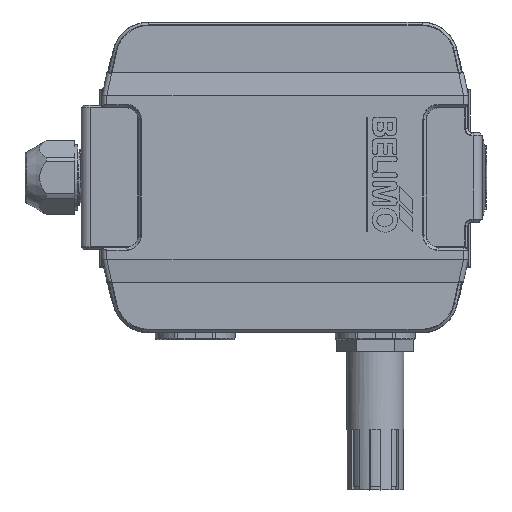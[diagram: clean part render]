
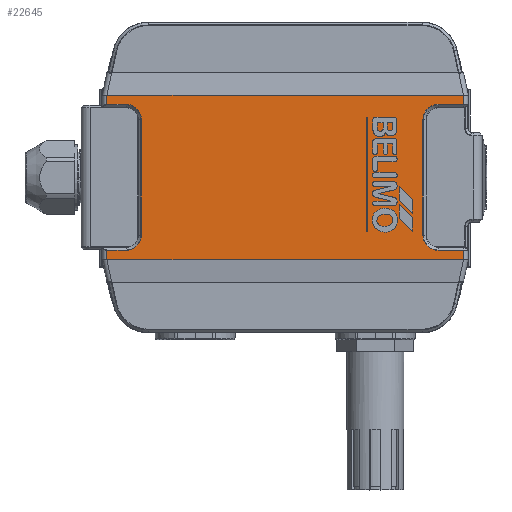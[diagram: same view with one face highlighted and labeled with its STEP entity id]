
A CAD part, top view. The second image highlights one B-rep face of the part: STEP entity #22645.
In plain terms, the highlighted planar face has unit normal (0, 0, 1).
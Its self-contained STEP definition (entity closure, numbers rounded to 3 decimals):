
#8217=FACE_OUTER_BOUND('',#27936,.T.);
#11595=PLANE('',#77053);
#12457=ELLIPSE('',#77047,11.9,1.53);
#12458=ELLIPSE('',#77048,11.9,1.53);
#12459=ELLIPSE('',#77051,11.9,1.53);
#12460=ELLIPSE('',#77052,11.9,1.53);
#15237=LINE('',#158072,#18354);
#15238=LINE('',#158075,#18355);
#15239=LINE('',#158079,#18356);
#15240=LINE('',#158083,#18357);
#15241=LINE('',#158085,#18358);
#15242=LINE('',#158089,#18359);
#15243=LINE('',#158093,#18360);
#15244=LINE('',#158095,#18361);
#15245=LINE('',#158099,#18362);
#15246=LINE('',#158103,#18363);
#15247=LINE('',#158105,#18364);
#15248=LINE('',#158109,#18365);
#18354=VECTOR('',#95158,1.);
#18355=VECTOR('',#95159,1.);
#18356=VECTOR('',#95162,1.);
#18357=VECTOR('',#95165,1.);
#18358=VECTOR('',#95166,1.);
#18359=VECTOR('',#95169,1.);
#18360=VECTOR('',#95172,1.);
#18361=VECTOR('',#95173,1.);
#18362=VECTOR('',#95176,1.);
#18363=VECTOR('',#95179,1.);
#18364=VECTOR('',#95180,1.);
#18365=VECTOR('',#95183,1.);
#22645=ADVANCED_FACE('',(#8217),#11595,.T.);
#27936=EDGE_LOOP('',(#46811,#46812,#46813,#46814,#46815,#46816,#46817,#46818,
#46819,#46820,#46821,#46822,#46823,#46824,#46825,#46826,#46827,#46828,#46829,
#46830));
#46811=ORIENTED_EDGE('',*,*,#64371,.T.);
#46812=ORIENTED_EDGE('',*,*,#64372,.T.);
#46813=ORIENTED_EDGE('',*,*,#64373,.T.);
#46814=ORIENTED_EDGE('',*,*,#64374,.T.);
#46815=ORIENTED_EDGE('',*,*,#64375,.T.);
#46816=ORIENTED_EDGE('',*,*,#64376,.T.);
#46817=ORIENTED_EDGE('',*,*,#64377,.F.);
#46818=ORIENTED_EDGE('',*,*,#64378,.F.);
#46819=ORIENTED_EDGE('',*,*,#64379,.T.);
#46820=ORIENTED_EDGE('',*,*,#64380,.F.);
#46821=ORIENTED_EDGE('',*,*,#64381,.F.);
#46822=ORIENTED_EDGE('',*,*,#64382,.T.);
#46823=ORIENTED_EDGE('',*,*,#64383,.T.);
#46824=ORIENTED_EDGE('',*,*,#64384,.T.);
#46825=ORIENTED_EDGE('',*,*,#64385,.T.);
#46826=ORIENTED_EDGE('',*,*,#64386,.T.);
#46827=ORIENTED_EDGE('',*,*,#64387,.T.);
#46828=ORIENTED_EDGE('',*,*,#64388,.T.);
#46829=ORIENTED_EDGE('',*,*,#64389,.F.);
#46830=ORIENTED_EDGE('',*,*,#64390,.T.);
#54555=VERTEX_POINT('',#158073);
#54556=VERTEX_POINT('',#158074);
#54557=VERTEX_POINT('',#158076);
#54558=VERTEX_POINT('',#158078);
#54559=VERTEX_POINT('',#158080);
#54560=VERTEX_POINT('',#158082);
#54561=VERTEX_POINT('',#158084);
#54562=VERTEX_POINT('',#158086);
#54563=VERTEX_POINT('',#158088);
#54564=VERTEX_POINT('',#158090);
#54565=VERTEX_POINT('',#158092);
#54566=VERTEX_POINT('',#158094);
#54567=VERTEX_POINT('',#158096);
#54568=VERTEX_POINT('',#158098);
#54569=VERTEX_POINT('',#158100);
#54570=VERTEX_POINT('',#158102);
#54571=VERTEX_POINT('',#158104);
#54572=VERTEX_POINT('',#158106);
#54573=VERTEX_POINT('',#158108);
#54574=VERTEX_POINT('',#158110);
#64371=EDGE_CURVE('',#54555,#54556,#15237,.T.);
#64372=EDGE_CURVE('',#54556,#54557,#15238,.T.);
#64373=EDGE_CURVE('',#54557,#54558,#69170,.T.);
#64374=EDGE_CURVE('',#54558,#54559,#15239,.T.);
#64375=EDGE_CURVE('',#54559,#54560,#69171,.T.);
#64376=EDGE_CURVE('',#54560,#54561,#15240,.T.);
#64377=EDGE_CURVE('',#54562,#54561,#15241,.T.);
#64378=EDGE_CURVE('',#54563,#54562,#12457,.T.);
#64379=EDGE_CURVE('',#54563,#54564,#15242,.T.);
#64380=EDGE_CURVE('',#54565,#54564,#12458,.T.);
#64381=EDGE_CURVE('',#54566,#54565,#15243,.T.);
#64382=EDGE_CURVE('',#54566,#54567,#15244,.T.);
#64383=EDGE_CURVE('',#54567,#54568,#69172,.T.);
#64384=EDGE_CURVE('',#54568,#54569,#15245,.T.);
#64385=EDGE_CURVE('',#54569,#54570,#69173,.T.);
#64386=EDGE_CURVE('',#54570,#54571,#15246,.T.);
#64387=EDGE_CURVE('',#54571,#54572,#15247,.T.);
#64388=EDGE_CURVE('',#54572,#54573,#12459,.T.);
#64389=EDGE_CURVE('',#54574,#54573,#15248,.T.);
#64390=EDGE_CURVE('',#54574,#54555,#12460,.T.);
#69170=CIRCLE('',#77045,5.083);
#69171=CIRCLE('',#77046,5.083);
#69172=CIRCLE('',#77049,5.083);
#69173=CIRCLE('',#77050,5.083);
#77045=AXIS2_PLACEMENT_3D('',#158077,#95160,#95161);
#77046=AXIS2_PLACEMENT_3D('',#158081,#95163,#95164);
#77047=AXIS2_PLACEMENT_3D('',#158087,#95167,#95168);
#77048=AXIS2_PLACEMENT_3D('',#158091,#95170,#95171);
#77049=AXIS2_PLACEMENT_3D('',#158097,#95174,#95175);
#77050=AXIS2_PLACEMENT_3D('',#158101,#95177,#95178);
#77051=AXIS2_PLACEMENT_3D('',#158107,#95181,#95182);
#77052=AXIS2_PLACEMENT_3D('',#158111,#95184,#95185);
#77053=AXIS2_PLACEMENT_3D('',#158112,#95186,#95187);
#95158=DIRECTION('',(0.,-1.,0.));
#95159=DIRECTION('',(1.,0.,0.));
#95160=DIRECTION('',(0.,0.,-1.));
#95161=DIRECTION('',(-1.,0.,0.));
#95162=DIRECTION('',(0.,-1.,0.));
#95163=DIRECTION('',(0.,0.,-1.));
#95164=DIRECTION('',(-1.,0.,0.));
#95165=DIRECTION('',(-1.,0.,0.));
#95166=DIRECTION('',(0.,1.,0.));
#95167=DIRECTION('',(0.,0.,-1.));
#95168=DIRECTION('',(0.205,-0.979,0.));
#95169=DIRECTION('',(1.,0.,0.));
#95170=DIRECTION('',(0.,0.,-1.));
#95171=DIRECTION('',(0.205,0.979,0.));
#95172=DIRECTION('',(0.,-1.,0.));
#95173=DIRECTION('',(-1.,0.,0.));
#95174=DIRECTION('',(0.,0.,-1.));
#95175=DIRECTION('',(-1.,0.,0.));
#95176=DIRECTION('',(0.,1.,0.));
#95177=DIRECTION('',(0.,0.,-1.));
#95178=DIRECTION('',(-1.,0.,0.));
#95179=DIRECTION('',(1.,0.,0.));
#95180=DIRECTION('',(0.,1.,0.));
#95181=DIRECTION('',(0.,0.,1.));
#95182=DIRECTION('',(0.205,-0.979,0.));
#95183=DIRECTION('',(1.,0.,0.));
#95184=DIRECTION('',(0.,0.,1.));
#95185=DIRECTION('',(0.205,0.979,0.));
#95186=DIRECTION('',(0.,0.,1.));
#95187=DIRECTION('',(1.,0.,0.));
#158072=CARTESIAN_POINT('',(-59.434,27.399,48.));
#158073=CARTESIAN_POINT('',(-59.434,27.399,48.));
#158074=CARTESIAN_POINT('',(-59.434,24.333,48.));
#158075=CARTESIAN_POINT('',(-59.434,24.333,48.));
#158076=CARTESIAN_POINT('',(-53.,24.333,48.));
#158077=CARTESIAN_POINT('',(-53.,19.25,48.));
#158078=CARTESIAN_POINT('',(-47.917,19.25,48.));
#158079=CARTESIAN_POINT('',(-47.917,19.25,48.));
#158080=CARTESIAN_POINT('',(-47.917,-19.25,48.));
#158081=CARTESIAN_POINT('',(-53.,-19.25,48.));
#158082=CARTESIAN_POINT('',(-53.,-24.333,48.));
#158083=CARTESIAN_POINT('',(-53.,-24.333,48.));
#158084=CARTESIAN_POINT('',(-59.434,-24.333,48.));
#158085=CARTESIAN_POINT('',(-59.434,-27.399,48.));
#158086=CARTESIAN_POINT('',(-59.434,-27.399,48.));
#158087=CARTESIAN_POINT('',(-61.809,-15.748,48.));
#158088=CARTESIAN_POINT('',(-59.415,-27.4,48.));
#158089=CARTESIAN_POINT('',(-59.415,-27.4,48.));
#158090=CARTESIAN_POINT('',(59.415,-27.4,48.));
#158091=CARTESIAN_POINT('',(61.809,-15.748,48.));
#158092=CARTESIAN_POINT('',(59.434,-27.399,48.));
#158093=CARTESIAN_POINT('',(59.434,-24.333,48.));
#158094=CARTESIAN_POINT('',(59.434,-24.333,48.));
#158095=CARTESIAN_POINT('',(59.434,-24.333,48.));
#158096=CARTESIAN_POINT('',(51.,-24.333,48.));
#158097=CARTESIAN_POINT('',(51.,-19.25,48.));
#158098=CARTESIAN_POINT('',(45.917,-19.25,48.));
#158099=CARTESIAN_POINT('',(45.917,-19.25,48.));
#158100=CARTESIAN_POINT('',(45.917,19.25,48.));
#158101=CARTESIAN_POINT('',(51.,19.25,48.));
#158102=CARTESIAN_POINT('',(51.,24.333,48.));
#158103=CARTESIAN_POINT('',(51.,24.333,48.));
#158104=CARTESIAN_POINT('',(59.434,24.333,48.));
#158105=CARTESIAN_POINT('',(59.434,24.333,48.));
#158106=CARTESIAN_POINT('',(59.434,27.399,48.));
#158107=CARTESIAN_POINT('',(61.809,15.748,48.));
#158108=CARTESIAN_POINT('',(59.415,27.4,48.));
#158109=CARTESIAN_POINT('',(-59.415,27.4,48.));
#158110=CARTESIAN_POINT('',(-59.415,27.4,48.));
#158111=CARTESIAN_POINT('',(-61.809,15.748,48.));
#158112=CARTESIAN_POINT('',(-53.,19.25,48.));
